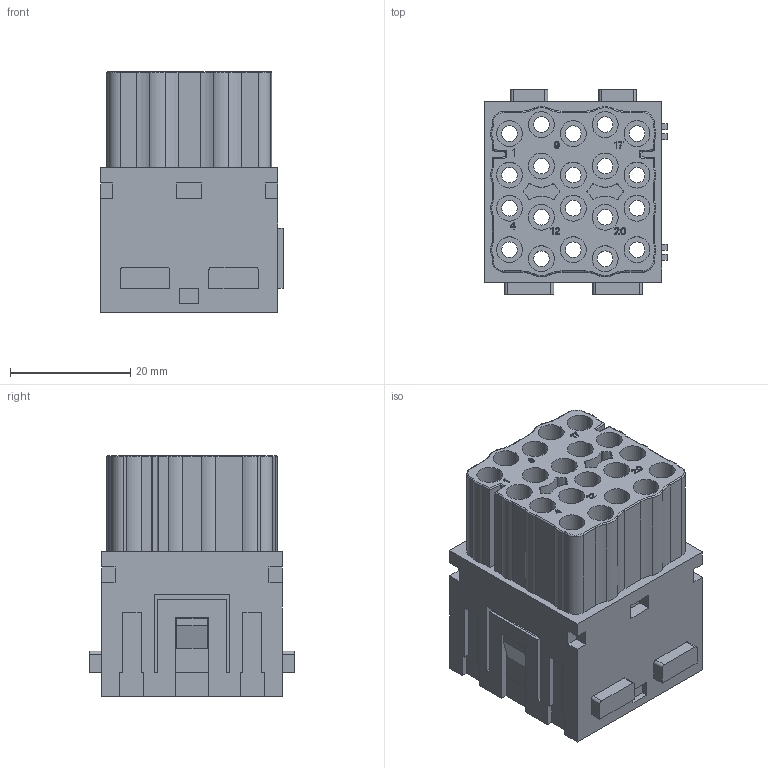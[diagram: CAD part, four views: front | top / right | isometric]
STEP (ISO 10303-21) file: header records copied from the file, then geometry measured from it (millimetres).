
FILE_DESCRIPTION(('Creo Elements/Direct Modeling STEP Export'),'2;1');
FILE_NAME('0lndrr03ln4ejvk3888','2014-11-14T 8:58:32',(''),(''),'Creo Elements/Direct Modeling STEP processor for AP214 (Solid Model)','Creo Elements/Direct Modeling 18.1F 24-Jul-2014 (C) Parametric Technology GmbH','');
FILE_SCHEMA(('AUTOMOTIVE_DESIGN { 1 0 10303 214 1 1 1 1 }'));
Products named in the file (2): CX_20_CF
Assembly tree (1 placements, depth 2):
  CX_20_CF
    CX_20_CF
Bounding box: 30.3 x 34 x 40 mm (x, y, z)
Volume: 16824.3 mm3; surface area: 20682.7 mm2
Topology: 1 solids, 1 shells, 2105 faces, 5933 edges, 3938 vertices
Faces by surface type: plane 1825, cylinder 236, torus 24, cone 20
Entity records: 71947 total; most frequent: CARTESIAN_POINT 13018, ORIENTED_EDGE 11866, DIRECTION 10210, EDGE_CURVE 5933, VECTOR 5342, LINE 5342, VERTEX_POINT 3938, AXIS2_PLACEMENT_3D 2434
